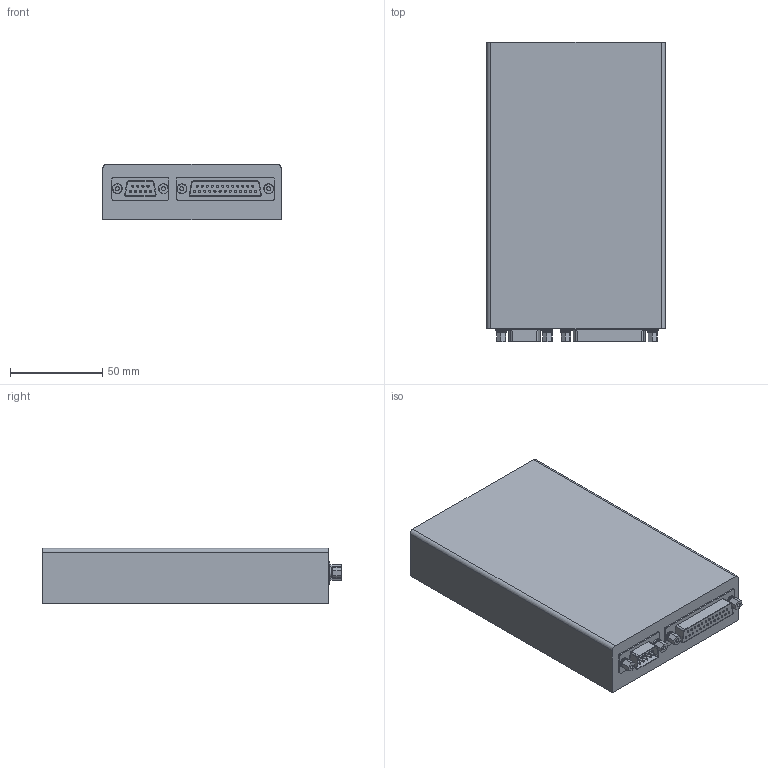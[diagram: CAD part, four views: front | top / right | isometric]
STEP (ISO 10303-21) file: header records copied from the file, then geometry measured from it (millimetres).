
FILE_DESCRIPTION(/* description */ ('Unknown'),/* implementation_level */ '2;1');
FILE_NAME(/* name */ 'M1158001',/* time_stamp */ '2020-05-06T15:03:10-04:00',/* author */ ('Unknown'),/* organization */ ('Unknown'),/* preprocessor_version */ 'ST-DEVELOPER v16.7',/* originating_system */ 'DEX',/* authorisation */ $);
FILE_SCHEMA (('CONFIG_CONTROL_DESIGN'));
Length unit declared in the file: millimetre
Products named in the file (8): M1158001; MAIN BODY; D-TYPE9PD; D-TYPE25SC; P001-19; MS35338-134; NAS620C4
Assembly tree (10 placements, depth 3):
  M1158001
    MAIN BODY
    D-TYPE9PD
    D-TYPE25SC
    P001-19  x4
      P001-19
      MS35338-134
      NAS620C4
Bounding box: 96.52 x 161.94 x 29.97 mm (x, y, z)
Volume: 454545.1 mm3; surface area: 52267.9 mm2
Topology: 15 solids, 15 shells, 394 faces, 806 edges, 540 vertices
Faces by surface type: plane 204, cylinder 162, torus 18, cone 10
Full cylindrical faces by diameter (mm): 1.14 x68, 2.156 x14, 2.382 x4, 2.4 x4, 2.95 x4, 3.05 x4, 3.5 x10, 5.309 x4
Entity records: 10247 total; most frequent: DIRECTION 1490, CARTESIAN_POINT 1265, ORIENTED_EDGE 1012, AXIS2_PLACEMENT_3D 645, FACE_BOUND 568, EDGE_LOOP 558, EDGE_CURVE 506, VERTEX_POINT 420
